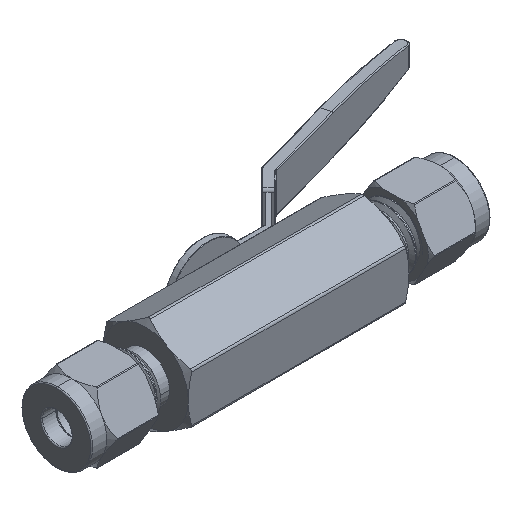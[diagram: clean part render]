
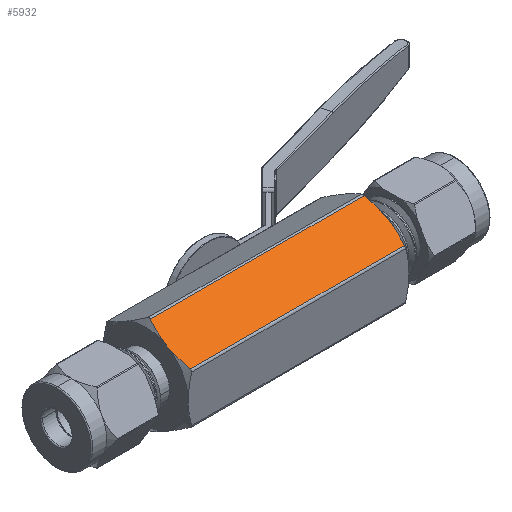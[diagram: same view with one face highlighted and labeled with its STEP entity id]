
A CAD part, isometric view. The second image highlights one B-rep face of the part: STEP entity #5932.
In plain terms, the highlighted planar face has unit normal (0, -0.5, 0.866).
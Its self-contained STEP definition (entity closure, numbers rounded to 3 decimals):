
#2566=DIRECTION('',(-1.,0.,0.));
#2567=VECTOR('',#2566,42.645);
#2568=CARTESIAN_POINT('',(21.322,-0.25,9.671));
#2569=LINE('',#2568,#2567);
#2570=CARTESIAN_POINT('',(22.,-4.25,7.361));
#2571=CARTESIAN_POINT('',(22.,-3.922,7.55));
#2572=CARTESIAN_POINT('',(21.971,-3.266,7.929));
#2573=CARTESIAN_POINT('',(21.841,-2.281,8.498));
#2574=CARTESIAN_POINT('',(21.63,-1.289,9.071));
#2575=CARTESIAN_POINT('',(21.434,-0.6,
9.469));
#2576=CARTESIAN_POINT('',(21.322,-0.25,9.671));
#2578=CARTESIAN_POINT('',(21.322,-8.25,5.052));
#2579=CARTESIAN_POINT('',(21.434,-7.9,5.254));
#2580=CARTESIAN_POINT('',(21.63,-7.211,5.652));
#2581=CARTESIAN_POINT('',(21.841,-6.218,6.225));
#2582=CARTESIAN_POINT('',(21.971,-5.234,6.793));
#2583=CARTESIAN_POINT('',(22.,-4.577,7.172));
#2584=CARTESIAN_POINT('',(22.,-4.25,7.361));
#2586=DIRECTION('',(-1.,0.,0.));
#2587=VECTOR('',#2586,42.645);
#2588=CARTESIAN_POINT('',(21.322,-8.25,5.052));
#2589=LINE('',#2588,#2587);
#2590=CARTESIAN_POINT('',(-21.322,-8.25,5.052));
#2591=CARTESIAN_POINT('',(-21.434,-7.9,
5.254));
#2592=CARTESIAN_POINT('',(-21.63,-7.211,
5.652));
#2593=CARTESIAN_POINT('',(-21.841,-6.218,
6.225));
#2594=CARTESIAN_POINT('',(-21.971,-5.234,
6.793));
#2595=CARTESIAN_POINT('',(-22.,-4.577,7.172));
#2596=CARTESIAN_POINT('',(-22.,-4.25,7.361));
#2598=CARTESIAN_POINT('',(-22.,-4.25,7.361));
#2599=CARTESIAN_POINT('',(-22.,-3.922,7.55));
#2600=CARTESIAN_POINT('',(-21.971,-3.266,
7.929));
#2601=CARTESIAN_POINT('',(-21.841,-2.281,
8.498));
#2602=CARTESIAN_POINT('',(-21.63,-1.289,
9.071));
#2603=CARTESIAN_POINT('',(-21.434,-0.6,
9.469));
#2604=CARTESIAN_POINT('',(-21.322,-0.25,9.671));
#2903=CARTESIAN_POINT('',(21.322,-0.25,9.671));
#2904=CARTESIAN_POINT('',(-21.322,-0.25,9.671));
#2905=VERTEX_POINT('',#2903);
#2906=VERTEX_POINT('',#2904);
#2939=CARTESIAN_POINT('',(21.322,-8.25,5.052));
#2940=CARTESIAN_POINT('',(-21.322,-8.25,5.052));
#2941=VERTEX_POINT('',#2939);
#2942=VERTEX_POINT('',#2940);
#2952=VERTEX_POINT('',#2596);
#2958=VERTEX_POINT('',#2584);
#5917=CARTESIAN_POINT('',(-22.,0.,9.815));
#5918=DIRECTION('',(0.,-0.5,0.866));
#5919=DIRECTION('',(0.,-0.866,-0.5));
#5920=AXIS2_PLACEMENT_3D('',#5917,#5918,#5919);
#5921=PLANE('',#5920);
#5922=ORIENTED_EDGE('',*,*,#5897,.F.);
#5923=ORIENTED_EDGE('',*,*,#5912,.F.);
#5924=ORIENTED_EDGE('',*,*,#5670,.F.);
#5926=ORIENTED_EDGE('',*,*,#5925,.T.);
#5927=ORIENTED_EDGE('',*,*,#5862,.T.);
#5929=ORIENTED_EDGE('',*,*,#5928,.T.);
#5930=EDGE_LOOP('',(#5922,#5923,#5924,#5926,#5927,#5929));
#5931=FACE_OUTER_BOUND('',#5930,.F.);
#2577=B_SPLINE_CURVE_WITH_KNOTS('',3,(#2570,#2571,#2572,#2573,#2574,#2575,
#2576),.UNSPECIFIED.,.F.,.F.,(4,1,1,1,4),(0.,0.25,0.5,0.75,1.),
.UNSPECIFIED.);
#2585=B_SPLINE_CURVE_WITH_KNOTS('',3,(#2578,#2579,#2580,#2581,#2582,#2583,
#2584),.UNSPECIFIED.,.F.,.F.,(4,1,1,1,4),(0.,0.25,0.5,0.75,1.),
.UNSPECIFIED.);
#2597=B_SPLINE_CURVE_WITH_KNOTS('',3,(#2590,#2591,#2592,#2593,#2594,#2595,
#2596),.UNSPECIFIED.,.F.,.F.,(4,1,1,1,4),(0.,0.25,0.5,0.75,1.),
.UNSPECIFIED.);
#2605=B_SPLINE_CURVE_WITH_KNOTS('',3,(#2598,#2599,#2600,#2601,#2602,#2603,
#2604),.UNSPECIFIED.,.F.,.F.,(4,1,1,1,4),(0.,0.25,0.5,0.75,1.),
.UNSPECIFIED.);
#5670=EDGE_CURVE('',#2941,#2958,#2585,.T.);
#5862=EDGE_CURVE('',#2942,#2952,#2597,.T.);
#5897=EDGE_CURVE('',#2905,#2906,#2569,.T.);
#5912=EDGE_CURVE('',#2958,#2905,#2577,.T.);
#5925=EDGE_CURVE('',#2941,#2942,#2589,.T.);
#5928=EDGE_CURVE('',#2952,#2906,#2605,.T.);
#5932=ADVANCED_FACE('',(#5931),#5921,.T.);
